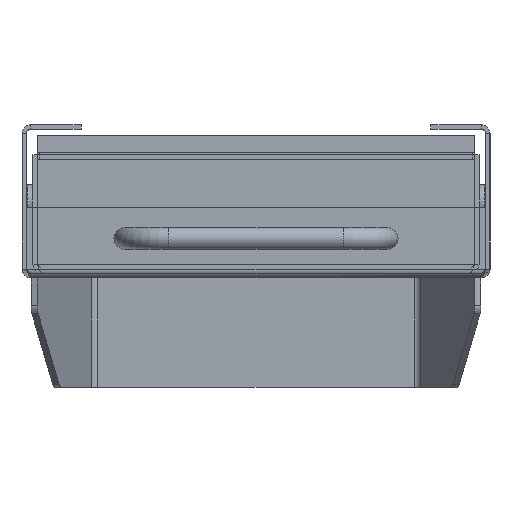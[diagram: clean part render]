
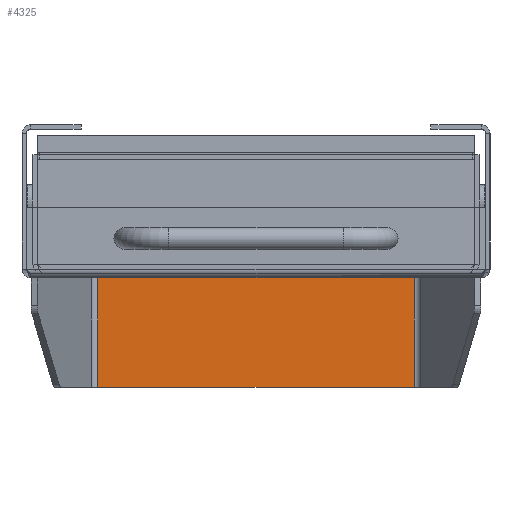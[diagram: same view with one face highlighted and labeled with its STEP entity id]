
A CAD part, left-side view. The second image highlights one B-rep face of the part: STEP entity #4325.
In plain terms, the highlighted planar face has unit normal (-1, 0, 0).
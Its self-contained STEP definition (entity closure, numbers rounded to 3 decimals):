
#213=PLANE('',#4705);
#411=FACE_OUTER_BOUND('',#685,.T.);
#685=EDGE_LOOP('',(#3243,#3244,#3245,#3246));
#1021=LINE('',#6639,#1410);
#1025=LINE('',#6654,#1414);
#1028=LINE('',#6660,#1417);
#1029=LINE('',#6662,#1418);
#1410=VECTOR('',#5484,10.);
#1414=VECTOR('',#5502,10.);
#1417=VECTOR('',#5511,10.);
#1418=VECTOR('',#5514,10.);
#1952=VERTEX_POINT('',#6631);
#1953=VERTEX_POINT('',#6637);
#1956=VERTEX_POINT('',#6647);
#1957=VERTEX_POINT('',#6653);
#2393=EDGE_CURVE('',#1952,#1953,#1021,.T.);
#2400=EDGE_CURVE('',#1957,#1956,#1025,.T.);
#2404=EDGE_CURVE('',#1952,#1956,#1028,.T.);
#2405=EDGE_CURVE('',#1957,#1953,#1029,.T.);
#3243=ORIENTED_EDGE('',*,*,#2393,.T.);
#3244=ORIENTED_EDGE('',*,*,#2405,.F.);
#3245=ORIENTED_EDGE('',*,*,#2400,.T.);
#3246=ORIENTED_EDGE('',*,*,#2404,.F.);
#4325=ADVANCED_FACE('',(#411),#213,.F.);
#4705=AXIS2_PLACEMENT_3D('',#6661,#5512,#5513);
#5484=DIRECTION('',(0.,0.,1.));
#5502=DIRECTION('',(0.,0.,-1.));
#5511=DIRECTION('',(0.,1.,0.));
#5512=DIRECTION('center_axis',(1.,0.,0.));
#5513=DIRECTION('ref_axis',(0.,0.,
-1.));
#5514=DIRECTION('',(0.,-1.,0.));
#6631=CARTESIAN_POINT('',(-56.,-72.396,-50.));
#6637=CARTESIAN_POINT('',(-56.,-72.396,0.));
#6639=CARTESIAN_POINT('',(-56.,-72.396,-12.5));
#6647=CARTESIAN_POINT('',(-56.,72.396,-50.));
#6653=CARTESIAN_POINT('',(-56.,72.396,0.));
#6654=CARTESIAN_POINT('',(-56.,72.396,-37.5));
#6660=CARTESIAN_POINT('',(-56.,-77.,-50.));
#6661=CARTESIAN_POINT('Origin',(-56.,0.,
-25.));
#6662=CARTESIAN_POINT('',(-56.,0.,0.));
